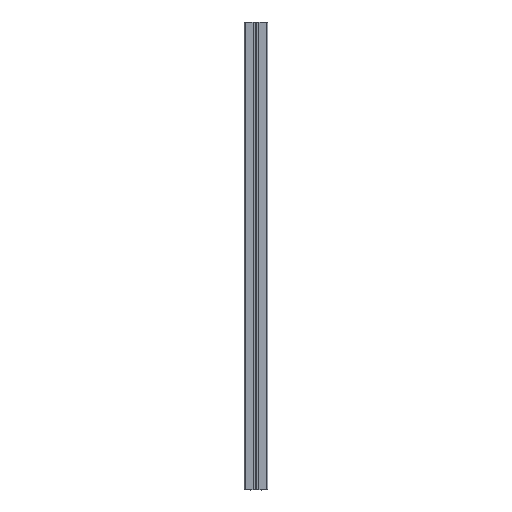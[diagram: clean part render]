
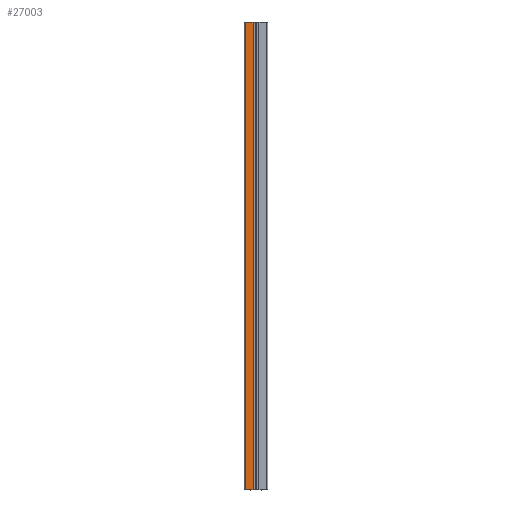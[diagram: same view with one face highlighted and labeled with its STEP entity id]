
A CAD part, left-side view. The second image highlights one B-rep face of the part: STEP entity #27003.
In plain terms, the highlighted planar face has unit normal (-1, 0, 0).
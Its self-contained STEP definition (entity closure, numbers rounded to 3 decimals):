
#168 = CARTESIAN_POINT ( 'NONE',  ( -25., 23., -1000. ) ) ;
#629 = LINE ( 'NONE', #4987, #11493 ) ;
#1747 = VERTEX_POINT ( 'NONE', #23640 ) ;
#2629 = AXIS2_PLACEMENT_3D ( 'NONE', #26735, #2889, #7676 ) ;
#2889 = DIRECTION ( 'NONE',  ( -1., 0., 0. ) ) ;
#3573 = VECTOR ( 'NONE', #23880, 1000. ) ;
#3743 = DIRECTION ( 'NONE',  ( 0., 0., -1. ) ) ;
#4987 = CARTESIAN_POINT ( 'NONE',  ( -25., 25., 0. ) ) ;
#6608 = CARTESIAN_POINT ( 'NONE',  ( -25., 23., 0. ) ) ;
#6675 = CARTESIAN_POINT ( 'NONE',  ( -25., 25., -1000. ) ) ;
#7676 = DIRECTION ( 'NONE',  ( 0., 0., 1. ) ) ;
#8277 = LINE ( 'NONE', #17313, #10872 ) ;
#9252 = EDGE_CURVE ( 'NONE', #22227, #20190, #8277, .T. ) ;
#9518 = PLANE ( 'NONE',  #2629 ) ;
#10872 = VECTOR ( 'NONE', #23386, 1000. ) ;
#11493 = VECTOR ( 'NONE', #17436, 1000. ) ;
#11820 = EDGE_CURVE ( 'NONE', #20195, #20190, #26018, .T. ) ;
#12939 = ORIENTED_EDGE ( 'NONE', *, *, #19223, .F. ) ;
#13063 = ORIENTED_EDGE ( 'NONE', *, *, #13180, .T. ) ;
#13138 = CARTESIAN_POINT ( 'NONE',  ( -25., 6.325, -1000. ) ) ;
#13180 = EDGE_CURVE ( 'NONE', #1747, #22227, #629, .T. ) ;
#14028 = FACE_OUTER_BOUND ( 'NONE', #23289, .T. ) ;
#16875 = LINE ( 'NONE', #23078, #27291 ) ;
#17313 = CARTESIAN_POINT ( 'NONE',  ( -25., 23., -1000. ) ) ;
#17436 = DIRECTION ( 'NONE',  ( 0., 1., 0. ) ) ;
#19223 = EDGE_CURVE ( 'NONE', #1747, #20195, #16875, .T. ) ;
#20190 = VERTEX_POINT ( 'NONE', #168 ) ;
#20195 = VERTEX_POINT ( 'NONE', #13138 ) ;
#22227 = VERTEX_POINT ( 'NONE', #6608 ) ;
#22635 = ORIENTED_EDGE ( 'NONE', *, *, #9252, .T. ) ;
#23078 = CARTESIAN_POINT ( 'NONE',  ( -25., 6.325, -1000. ) ) ;
#23289 = EDGE_LOOP ( 'NONE', ( #13063, #22635, #23571, #12939 ) ) ;
#23386 = DIRECTION ( 'NONE',  ( 0., 0., -1. ) ) ;
#23571 = ORIENTED_EDGE ( 'NONE', *, *, #11820, .F. ) ;
#23640 = CARTESIAN_POINT ( 'NONE',  ( -25., 6.325, 0. ) ) ;
#23880 = DIRECTION ( 'NONE',  ( 0., 1., 0. ) ) ;
#26018 = LINE ( 'NONE', #6675, #3573 ) ;
#26735 = CARTESIAN_POINT ( 'NONE',  ( -25., 25., -1000. ) ) ;
#27003 = ADVANCED_FACE ( 'NONE', ( #14028 ), #9518, .T. ) ;
#27291 = VECTOR ( 'NONE', #3743, 1000. ) ;
